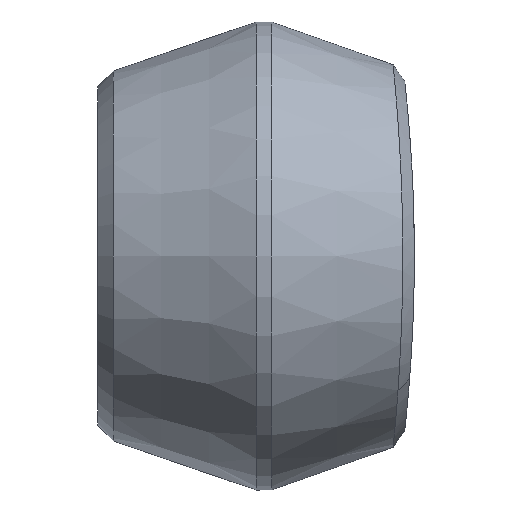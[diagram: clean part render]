
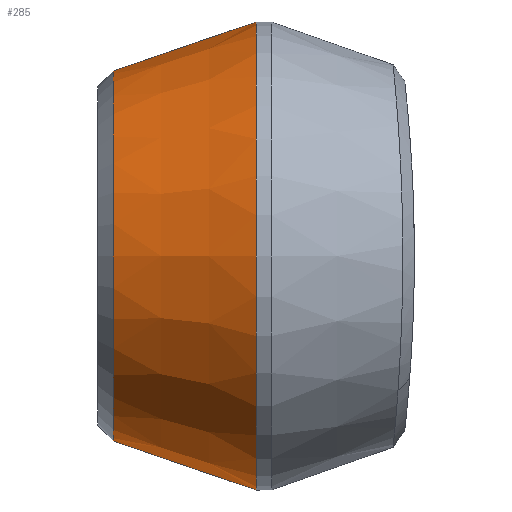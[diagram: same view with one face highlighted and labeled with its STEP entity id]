
A CAD part, left-side view. The second image highlights one B-rep face of the part: STEP entity #285.
In plain terms, the highlighted conical face has half-angle 18.926 degrees and reference radius 20.079 mm.
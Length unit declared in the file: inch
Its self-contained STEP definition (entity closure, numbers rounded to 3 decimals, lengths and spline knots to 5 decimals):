
#3 = AXIS2_PLACEMENT_3D ( 'NONE', #633, #51, #461 ) ;
#6 = DIRECTION ( 'NONE',  ( 0., -1., 0. ) ) ;
#17 = EDGE_CURVE ( 'NONE', #199, #305, #1047, .T. ) ;
#34 = CIRCLE ( 'NONE', #3, 0.7905 ) ;
#51 = DIRECTION ( 'NONE',  ( 0., -1., 0. ) ) ;
#65 = CARTESIAN_POINT ( 'NONE',  ( 0., 7.01001, 0. ) ) ;
#89 = CONICAL_SURFACE ( 'NONE', #707, 0.7905, 0.33 ) ;
#91 = FACE_OUTER_BOUND ( 'NONE', #109, .T. ) ;
#92 = EDGE_CURVE ( 'NONE', #859, #305, #1087, .T. ) ;
#93 = AXIS2_PLACEMENT_3D ( 'NONE', #65, #908, #1012 ) ;
#109 = EDGE_LOOP ( 'NONE', ( #789, #724, #635, #881 ) ) ;
#199 = VERTEX_POINT ( 'NONE', #771 ) ;
#247 = CARTESIAN_POINT ( 'NONE',  ( 0., 7.621, -0.7905 ) ) ;
#285 = ADVANCED_FACE ( 'NONE', ( #91 ), #89, .T. ) ;
#305 = VERTEX_POINT ( 'NONE', #722 ) ;
#312 = EDGE_CURVE ( 'NONE', #712, #859, #34, .T. ) ;
#347 = DIRECTION ( 'NONE',  ( 0., 0., -1. ) ) ;
#412 = DIRECTION ( 'NONE',  ( 0., -0.946, 0.324 ) ) ;
#432 = CARTESIAN_POINT ( 'NONE',  ( 0., 7.621, 0. ) ) ;
#461 = DIRECTION ( 'NONE',  ( 0., 0., -1. ) ) ;
#502 = LINE ( 'NONE', #750, #935 ) ;
#633 = CARTESIAN_POINT ( 'NONE',  ( 0., 7.621, 0. ) ) ;
#635 = ORIENTED_EDGE ( 'NONE', *, *, #92, .T. ) ;
#707 = AXIS2_PLACEMENT_3D ( 'NONE', #432, #6, #347 ) ;
#712 = VERTEX_POINT ( 'NONE', #721 ) ;
#721 = CARTESIAN_POINT ( 'NONE',  ( 0., 7.621, 0.7905 ) ) ;
#722 = CARTESIAN_POINT ( 'NONE',  ( 0., 7.01001, -1. ) ) ;
#724 = ORIENTED_EDGE ( 'NONE', *, *, #312, .T. ) ;
#750 = CARTESIAN_POINT ( 'NONE',  ( 0., 7.621, 0.7905 ) ) ;
#771 = CARTESIAN_POINT ( 'NONE',  ( 0., 7.01001, 1. ) ) ;
#789 = ORIENTED_EDGE ( 'NONE', *, *, #945, .F. ) ;
#859 = VERTEX_POINT ( 'NONE', #1079 ) ;
#881 = ORIENTED_EDGE ( 'NONE', *, *, #17, .F. ) ;
#908 = DIRECTION ( 'NONE',  ( 0., -1., 0. ) ) ;
#935 = VECTOR ( 'NONE', #412, 39.37008 ) ;
#945 = EDGE_CURVE ( 'NONE', #712, #199, #502, .T. ) ;
#948 = VECTOR ( 'NONE', #1003, 39.37008 ) ;
#1003 = DIRECTION ( 'NONE',  ( 0., -0.946, -0.324 ) ) ;
#1012 = DIRECTION ( 'NONE',  ( 0., 0., -1. ) ) ;
#1047 = CIRCLE ( 'NONE', #93, 1. ) ;
#1079 = CARTESIAN_POINT ( 'NONE',  ( 0., 7.621, -0.7905 ) ) ;
#1087 = LINE ( 'NONE', #247, #948 ) ;
